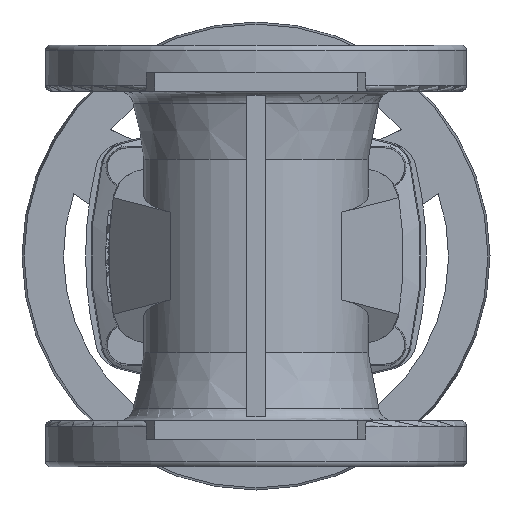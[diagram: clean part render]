
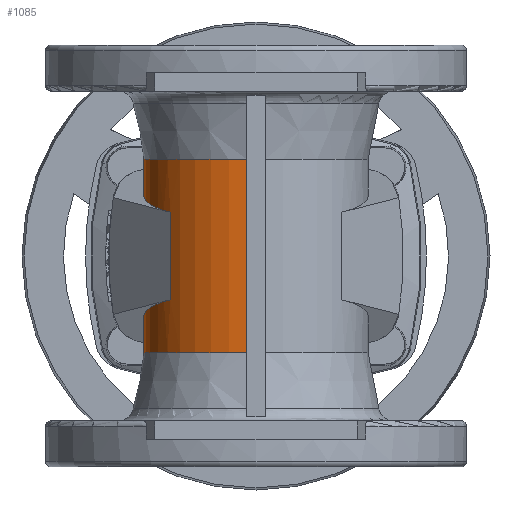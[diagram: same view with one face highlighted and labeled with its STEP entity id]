
A CAD part, front view. The second image highlights one B-rep face of the part: STEP entity #1085.
In plain terms, the highlighted cylindrical face has radius 60.8 mm (diameter 121.6 mm), a partial arc.
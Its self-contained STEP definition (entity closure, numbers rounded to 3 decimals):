
#137 = AXIS2_PLACEMENT_3D ( 'NONE', #659, #656, #655 ) ;
#418 = AXIS2_PLACEMENT_3D ( 'NONE', #24117, #24118, #24119 ) ;
#419 = AXIS2_PLACEMENT_3D ( 'NONE', #24130, #24131, #24132 ) ;
#655 = DIRECTION ( 'NONE',  ( -1., 0., 0. ) ) ;
#656 = DIRECTION ( 'NONE',  ( 0., 0., -1. ) ) ;
#659 = CARTESIAN_POINT ( 'NONE',  ( 0., 0., 114.5 ) ) ;
#1085 = ADVANCED_FACE ( 'NONE', ( #18610 ), #18617, .T. ) ;
#2038 = CARTESIAN_POINT ( 'NONE',  ( -60.8, 0., -52.459 ) ) ;
#2045 = CARTESIAN_POINT ( 'NONE',  ( -46.576, -39.081, 23.771 ) ) ;
#2055 = CARTESIAN_POINT ( 'NONE',  ( -60.8, 0., 32.308 ) ) ;
#2064 = CARTESIAN_POINT ( 'NONE',  ( -5., -60.594, -52.459 ) ) ;
#2098 = CARTESIAN_POINT ( 'NONE',  ( -60.8, 0., -32.308 ) ) ;
#3468 =( BOUNDED_CURVE ( )  B_SPLINE_CURVE ( 3, ( #24121, #24115, #24116, #24123 ),
 .UNSPECIFIED., .F., .T. ) 
 B_SPLINE_CURVE_WITH_KNOTS ( ( 4, 4 ),
 ( 4.753, 5.451 ),
 .UNSPECIFIED. ) 
 CURVE ( )  GEOMETRIC_REPRESENTATION_ITEM ( )  RATIONAL_B_SPLINE_CURVE ( ( 1., 0.96, 0.96, 1. ) ) 
 REPRESENTATION_ITEM ( '' )  );
#3469 =( BOUNDED_CURVE ( )  B_SPLINE_CURVE ( 3, ( #24125, #24120, #24127, #24128 ),
 .UNSPECIFIED., .F., .T. ) 
 B_SPLINE_CURVE_WITH_KNOTS ( ( 4, 4 ),
 ( 4.753, 5.451 ),
 .UNSPECIFIED. ) 
 CURVE ( )  GEOMETRIC_REPRESENTATION_ITEM ( )  RATIONAL_B_SPLINE_CURVE ( ( 1., 0.96, 0.96, 1. ) ) 
 REPRESENTATION_ITEM ( '' )  );
#4110 = EDGE_CURVE ( 'NONE', #7689, #17958, #19219, .T. ) ;
#4111 = EDGE_CURVE ( 'NONE', #7663, #7689, #19238, .T. ) ;
#4112 = EDGE_CURVE ( 'NONE', #7723, #7663, #19242, .T. ) ;
#4113 = EDGE_CURVE ( 'NONE', #7723, #17803, #3468, .T. ) ;
#4114 = EDGE_CURVE ( 'NONE', #7670, #17803, #19245, .T. ) ;
#4115 = EDGE_CURVE ( 'NONE', #7680, #7670, #3469, .T. ) ;
#4116 = EDGE_CURVE ( 'NONE', #17832, #7680, #19251, .T. ) ;
#4117 = EDGE_CURVE ( 'NONE', #17832, #17958, #19255, .T. ) ;
#7393 = ORIENTED_EDGE ( 'NONE', *, *, #4117, .F. ) ;
#7394 = ORIENTED_EDGE ( 'NONE', *, *, #4116, .T. ) ;
#7395 = ORIENTED_EDGE ( 'NONE', *, *, #4115, .T. ) ;
#7396 = ORIENTED_EDGE ( 'NONE', *, *, #4114, .T. ) ;
#7397 = ORIENTED_EDGE ( 'NONE', *, *, #4113, .F. ) ;
#7398 = ORIENTED_EDGE ( 'NONE', *, *, #4112, .T. ) ;
#7399 = ORIENTED_EDGE ( 'NONE', *, *, #4111, .T. ) ;
#7400 = ORIENTED_EDGE ( 'NONE', *, *, #4110, .T. ) ;
#7663 = VERTEX_POINT ( 'NONE', #2038 ) ;
#7670 = VERTEX_POINT ( 'NONE', #2045 ) ;
#7680 = VERTEX_POINT ( 'NONE', #2055 ) ;
#7689 = VERTEX_POINT ( 'NONE', #2064 ) ;
#7723 = VERTEX_POINT ( 'NONE', #2098 ) ;
#10962 = EDGE_LOOP ( 'NONE', ( #7393, #7394, #7395, #7396, #7397, #7398, #7399, #7400 ) ) ;
#17803 = VERTEX_POINT ( 'NONE', #20334 ) ;
#17832 = VERTEX_POINT ( 'NONE', #20350 ) ;
#17958 = VERTEX_POINT ( 'NONE', #20415 ) ;
#18610 = FACE_OUTER_BOUND ( 'NONE', #10962, .T. ) ;
#18617 = CYLINDRICAL_SURFACE ( 'NONE', #137, 60.8 ) ;
#19219 = LINE ( 'NONE', #24110, #19240 ) ;
#19238 = CIRCLE ( 'NONE', #418, 60.8 ) ;
#19240 = VECTOR ( 'NONE', #24108, 1000. ) ;
#19242 = LINE ( 'NONE', #24114, #19247 ) ;
#19245 = LINE ( 'NONE', #24122, #19249 ) ;
#19247 = VECTOR ( 'NONE', #24109, 1000. ) ;
#19249 = VECTOR ( 'NONE', #24124, 1000. ) ;
#19251 = LINE ( 'NONE', #24126, #19253 ) ;
#19253 = VECTOR ( 'NONE', #24129, 1000. ) ;
#19255 = CIRCLE ( 'NONE', #419, 60.8 ) ;
#20334 = CARTESIAN_POINT ( 'NONE',  ( -46.576, -39.081, -23.771 ) ) ;
#20350 = CARTESIAN_POINT ( 'NONE',  ( -60.8, 0., 52.459 ) ) ;
#20415 = CARTESIAN_POINT ( 'NONE',  ( -5., -60.594, 52.459 ) ) ;
#24108 = DIRECTION ( 'NONE',  ( 0., 0., 1. ) ) ;
#24109 = DIRECTION ( 'NONE',  ( 0., 0., -1. ) ) ;
#24110 = CARTESIAN_POINT ( 'NONE',  ( -5., -60.594, 114.5 ) ) ;
#24114 = CARTESIAN_POINT ( 'NONE',  ( -60.8, 0., 114.5 ) ) ;
#24115 = CARTESIAN_POINT ( 'NONE',  ( -60.8, -14.444, -29.106 ) ) ;
#24116 = CARTESIAN_POINT ( 'NONE',  ( -55.86, -28.017, -26.141 ) ) ;
#24117 = CARTESIAN_POINT ( 'NONE',  ( 0., 0., -52.459 ) ) ;
#24118 = DIRECTION ( 'NONE',  ( 0., 0., 1. ) ) ;
#24119 = DIRECTION ( 'NONE',  ( 1., 0., 0. ) ) ;
#24120 = CARTESIAN_POINT ( 'NONE',  ( -60.8, -14.444, 29.106 ) ) ;
#24121 = CARTESIAN_POINT ( 'NONE',  ( -60.8, 0., -32.308 ) ) ;
#24122 = CARTESIAN_POINT ( 'NONE',  ( -46.576, -39.081, 114.5 ) ) ;
#24123 = CARTESIAN_POINT ( 'NONE',  ( -46.576, -39.081, -23.771 ) ) ;
#24124 = DIRECTION ( 'NONE',  ( 0., 0., -1. ) ) ;
#24125 = CARTESIAN_POINT ( 'NONE',  ( -60.8, 0., 32.308 ) ) ;
#24126 = CARTESIAN_POINT ( 'NONE',  ( -60.8, 0., 114.5 ) ) ;
#24127 = CARTESIAN_POINT ( 'NONE',  ( -55.86, -28.017, 26.141 ) ) ;
#24128 = CARTESIAN_POINT ( 'NONE',  ( -46.576, -39.081, 23.771 ) ) ;
#24129 = DIRECTION ( 'NONE',  ( 0., 0., -1. ) ) ;
#24130 = CARTESIAN_POINT ( 'NONE',  ( 0., 0., 52.459 ) ) ;
#24131 = DIRECTION ( 'NONE',  ( 0., 0., 1. ) ) ;
#24132 = DIRECTION ( 'NONE',  ( 1., 0., 0. ) ) ;
